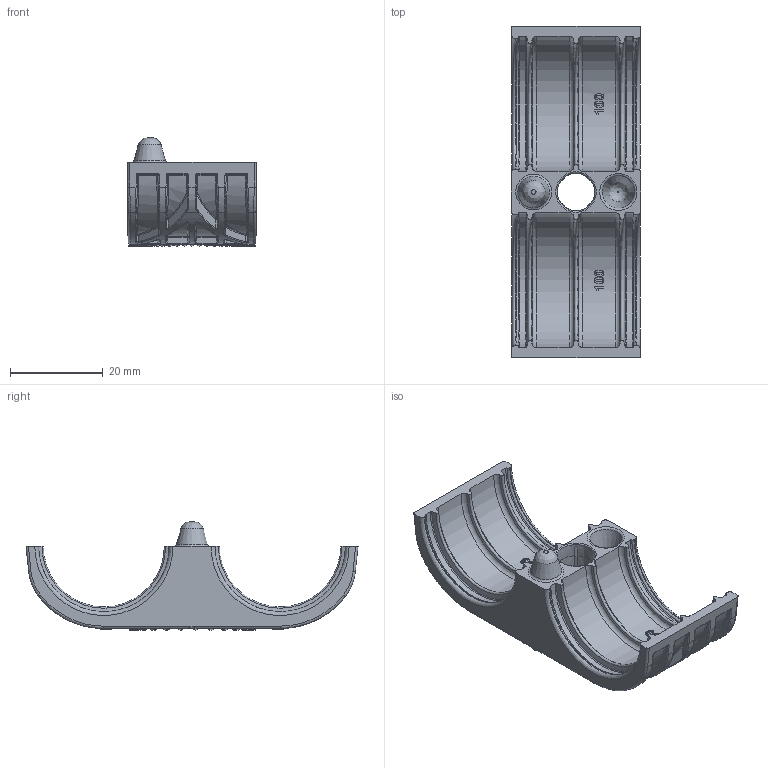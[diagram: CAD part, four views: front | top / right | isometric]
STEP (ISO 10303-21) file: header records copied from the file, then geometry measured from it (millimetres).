
FILE_DESCRIPTION(/* description */ (''),/* implementation_level */ '2;1');
FILE_NAME(/* name */ 'CLC100X2S8.stp',/* time_stamp */ '2021-12-13T07:45:41-06:00',/* author */ (''),/* organization */ (''),/* preprocessor_version */ 'ST-DEVELOPER v16.7',/* originating_system */ 'SIEMENS PLM Software NX 1926',/* authorisation */ '');
FILE_SCHEMA (('AP203_CONFIGURATION_CONTROLLED_3D_DESIGN_OF_MECHANICAL_PARTS_AND_ASSEMBLIES_MIM_LF { 1 0 10303 403 2 1 2}'));
Bounding box: 27.94 x 71.75 x 23.44 mm (x, y, z)
Volume: 8805.1 mm3; surface area: 9965.9 mm2
Topology: 1 solids, 1 shells, 1389 faces, 3446 edges, 2013 vertices
Faces by surface type: plane 563, bspline 319, cylinder 280, sphere 119, torus 53, cone 35, extrusion 20
Entity records: 46585 total; most frequent: CRTPNT 15538, ORNEDG 6596, DRCTN 6273, EDGCRV 3298, A2PL3D 2336, VRTPNT 1997, VECTOR 1601, LINE 1581
